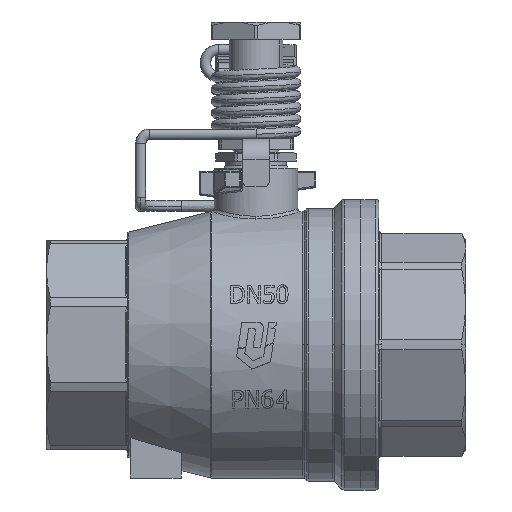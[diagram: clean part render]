
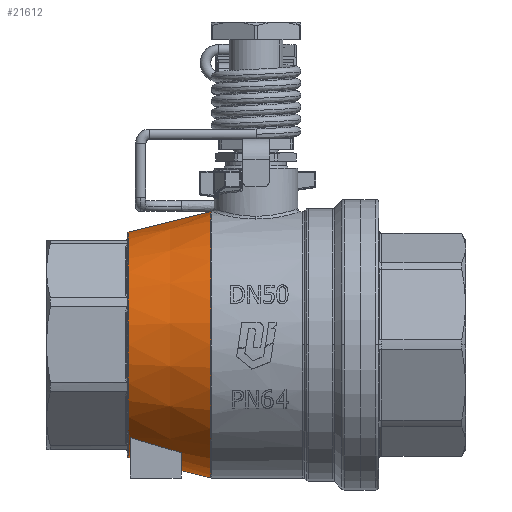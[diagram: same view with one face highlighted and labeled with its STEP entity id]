
A CAD part, front view. The second image highlights one B-rep face of the part: STEP entity #21612.
In plain terms, the highlighted conical face has half-angle 14.036 degrees and reference radius 41 mm.
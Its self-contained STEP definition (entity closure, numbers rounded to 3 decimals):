
#15058=CARTESIAN_POINT('',(-42.621,-37.595,0.));
#15059=VERTEX_POINT('',#15058);
#15067=CARTESIAN_POINT('',(-42.621,0.,37.595));
#15068=VERTEX_POINT('',#15067);
#15069=CARTESIAN_POINT('',(-42.621,-0.,-0.));
#15070=DIRECTION('',(-1.,-0.,-0.));
#15071=DIRECTION('',(-0.,1.,-0.));
#15072=AXIS2_PLACEMENT_3D('',#15069,#15070,#15071);
#15073=CIRCLE('',#15072,37.595);
#15074=EDGE_CURVE('',#15059,#15068,#15073,.T.);
#15129=CARTESIAN_POINT('',(-42.621,-0.,-37.595));
#15130=VERTEX_POINT('',#15129);
#15131=CARTESIAN_POINT('',(-42.,-0.,-37.75));
#15132=VERTEX_POINT('',#15131);
#15133=CARTESIAN_POINT('',(-42.621,-0.,-37.595));
#15134=DIRECTION('',(0.97,0.,-0.243));
#15135=VECTOR('',#15134,0.64);
#15136=LINE('',#15133,#15135);
#15137=EDGE_CURVE('',#15130,#15132,#15136,.T.);
#15147=CARTESIAN_POINT('',(-15.099,0.,44.475));
#15148=VERTEX_POINT('',#15147);
#15149=CARTESIAN_POINT('',(-15.099,0.,44.475));
#15150=CARTESIAN_POINT('',(-24.273,0.,42.182));
#15151=CARTESIAN_POINT('',(-33.447,0.,39.888));
#15152=CARTESIAN_POINT('',(-42.621,0.,37.595));
#15153=B_SPLINE_CURVE_WITH_KNOTS('',3,(#15149,#15150,#15151,#15152),.UNSPECIFIED.,.F.,.F.,(4,4),(0.,28.369),.UNSPECIFIED.);
#15154=EDGE_CURVE('',#15148,#15068,#15153,.T.);
#15168=CARTESIAN_POINT('',(-15.119,0.,-44.47));
#15169=VERTEX_POINT('',#15168);
#15177=CARTESIAN_POINT('',(-25.,-0.,-42.));
#15178=VERTEX_POINT('',#15177);
#15179=CARTESIAN_POINT('',(-25.,-0.,-42.));
#15180=DIRECTION('',(0.97,0.,-0.243));
#15181=VECTOR('',#15180,10.185);
#15182=LINE('',#15179,#15181);
#15183=EDGE_CURVE('',#15178,#15169,#15182,.T.);
#21469=CARTESIAN_POINT('',(-15.119,-1.874,44.431));
#21470=VERTEX_POINT('',#21469);
#21478=CARTESIAN_POINT('',(-15.119,-1.874,44.431));
#21479=CARTESIAN_POINT('',(-15.119,-4.743,44.31));
#21480=CARTESIAN_POINT('',(-15.119,-7.6,43.91));
#21481=CARTESIAN_POINT('',(-15.119,-10.392,43.239));
#21482=CARTESIAN_POINT('',(-15.119,-13.184,42.568));
#21483=CARTESIAN_POINT('',(-15.119,-15.911,41.625));
#21484=CARTESIAN_POINT('',(-15.119,-18.522,40.429));
#21485=CARTESIAN_POINT('',(-15.119,-21.132,39.233));
#21486=CARTESIAN_POINT('',(-15.119,-23.627,37.784));
#21487=CARTESIAN_POINT('',(-15.119,-25.958,36.108));
#21488=CARTESIAN_POINT('',(-15.119,-28.29,34.432));
#21489=CARTESIAN_POINT('',(-15.119,-30.458,32.529));
#21490=CARTESIAN_POINT('',(-15.119,-32.424,30.435));
#21491=CARTESIAN_POINT('',(-15.119,-34.389,28.342));
#21492=CARTESIAN_POINT('',(-15.119,-36.151,26.057));
#21493=CARTESIAN_POINT('',(-15.119,-37.676,23.624));
#21494=CARTESIAN_POINT('',(-15.119,-39.202,21.191));
#21495=CARTESIAN_POINT('',(-15.119,-40.491,18.611));
#21496=CARTESIAN_POINT('',(-15.119,-41.519,15.93));
#21497=CARTESIAN_POINT('',(-15.119,-42.548,13.249));
#21498=CARTESIAN_POINT('',(-15.119,-43.316,10.468));
#21499=CARTESIAN_POINT('',(-15.119,-43.809,7.639));
#21500=CARTESIAN_POINT('',(-15.119,-44.302,4.81));
#21501=CARTESIAN_POINT('',(-15.119,-44.521,1.933));
#21502=CARTESIAN_POINT('',(-15.119,-44.46,-0.937));
#21503=CARTESIAN_POINT('',(-15.119,-44.4,-3.808));
#21504=CARTESIAN_POINT('',(-15.119,-44.06,-6.673));
#21505=CARTESIAN_POINT('',(-15.119,-43.448,-9.479));
#21506=CARTESIAN_POINT('',(-15.119,-42.836,-12.284));
#21507=CARTESIAN_POINT('',(-15.119,-41.952,-15.03));
#21508=CARTESIAN_POINT('',(-15.119,-40.811,-17.665));
#21509=CARTESIAN_POINT('',(-15.119,-39.67,-20.301));
#21510=CARTESIAN_POINT('',(-15.119,-38.273,-22.825));
#21511=CARTESIAN_POINT('',(-15.119,-36.647,-25.191));
#21512=CARTESIAN_POINT('',(-15.119,-35.02,-27.558));
#21513=CARTESIAN_POINT('',(-15.119,-33.164,-29.766));
#21514=CARTESIAN_POINT('',(-15.119,-31.112,-31.775));
#21515=CARTESIAN_POINT('',(-15.119,-29.06,-33.784));
#21516=CARTESIAN_POINT('',(-15.119,-26.813,-35.593));
#21517=CARTESIAN_POINT('',(-15.119,-24.413,-37.17));
#21518=CARTESIAN_POINT('',(-15.119,-22.013,-38.746));
#21519=CARTESIAN_POINT('',(-15.119,-19.46,-40.089));
#21520=CARTESIAN_POINT('',(-15.119,-16.801,-41.174));
#21521=CARTESIAN_POINT('',(-15.119,-14.143,-42.259));
#21522=CARTESIAN_POINT('',(-15.119,-11.379,-43.086));
#21523=CARTESIAN_POINT('',(-15.119,-8.561,-43.638));
#21524=CARTESIAN_POINT('',(-15.119,-5.743,-44.191));
#21525=CARTESIAN_POINT('',(-15.119,-2.872,-44.47));
#21526=CARTESIAN_POINT('',(-15.119,0.,-44.47));
#21527=B_SPLINE_CURVE_WITH_KNOTS('',3,(#21478,#21479,#21480,#21481,#21482,#21483,#21484,#21485,#21486,#21487,#21488,#21489,#21490,#21491,#21492,#21493,#21494,#21495,#21496,#21497,#21498,#21499,#21500,#21501,#21502,#21503,
#21504,#21505,#21506,#21507,#21508,#21509,#21510,#21511,#21512,#21513,#21514,#21515,#21516,#21517,#21518,#21519,#21520,#21521,#21522,#21523,#21524,#21525,#21526),.UNSPECIFIED.,.F.,.F.,(4,3,3,3,3,3,3,3,3,3,3,3,3,3,3,3,4),(182.416,193.515,204.614,215.713,226.812,237.911,249.01,260.109,271.208,282.307,293.406,304.505,315.604,326.703,337.802,348.901,360.),.UNSPECIFIED.);
#21528=EDGE_CURVE('',#21470,#15169,#21527,.T.);
#21558=CARTESIAN_POINT('',(-15.099,0.,44.475));
#21559=CARTESIAN_POINT('',(-15.101,-0.625,44.475));
#21560=CARTESIAN_POINT('',(-15.119,-1.25,44.457));
#21561=CARTESIAN_POINT('',(-15.119,-1.874,44.431));
#21562=B_SPLINE_CURVE_WITH_KNOTS('',3,(#21558,#21559,#21560,#21561),.UNSPECIFIED.,.F.,.F.,(4,4),(0.183,0.367),.UNSPECIFIED.);
#21563=EDGE_CURVE('',#15148,#21470,#21562,.T.);
#21568=CARTESIAN_POINT('',(-29.,-0.,-0.));
#21569=DIRECTION('',(1.,0.,0.));
#21570=DIRECTION('',(0.,-0.,-1.));
#21571=AXIS2_PLACEMENT_3D('',#21568,#21569,#21570);
#21572=CONICAL_SURFACE('',#21571,41.,14.036);
#21573=ORIENTED_EDGE('',*,*,#15137,.T.);
#21574=CARTESIAN_POINT('',(-42.,-21.5,-31.029));
#21575=VERTEX_POINT('',#21574);
#21576=CARTESIAN_POINT('',(-42.,-0.,-0.));
#21577=DIRECTION('',(-1.,-0.,-0.));
#21578=DIRECTION('',(0.,-0.,-1.));
#21579=AXIS2_PLACEMENT_3D('',#21576,#21577,#21578);
#21580=CIRCLE('',#21579,37.75);
#21581=EDGE_CURVE('',#15132,#21575,#21580,.T.);
#21582=ORIENTED_EDGE('',*,*,#21581,.T.);
#21583=CARTESIAN_POINT('',(-25.,-21.5,-36.08));
#21584=VERTEX_POINT('',#21583);
#21585=CARTESIAN_POINT('',(-42.,-21.5,-31.029));
#21586=CARTESIAN_POINT('',(-34.14,-21.5,-33.42));
#21587=CARTESIAN_POINT('',(-25.,-21.5,-36.08));
#21588=(BOUNDED_CURVE()
B_SPLINE_CURVE(2,(#21585,#21586,#21587),.UNSPECIFIED.,.F.,.F.)
B_SPLINE_CURVE_WITH_KNOTS((3,3),(0.,1.773),.UNSPECIFIED.)
CURVE()
GEOMETRIC_REPRESENTATION_ITEM()
RATIONAL_B_SPLINE_CURVE((1.,1.002,1.))
REPRESENTATION_ITEM(''));
#21589=EDGE_CURVE('',#21575,#21584,#21588,.T.);
#21590=ORIENTED_EDGE('',*,*,#21589,.T.);
#21591=CARTESIAN_POINT('',(-25.,-0.,-0.));
#21592=DIRECTION('',(1.,0.,0.));
#21593=DIRECTION('',(0.,-0.,-1.));
#21594=AXIS2_PLACEMENT_3D('',#21591,#21592,#21593);
#21595=CIRCLE('',#21594,42.);
#21596=EDGE_CURVE('',#21584,#15178,#21595,.T.);
#21597=ORIENTED_EDGE('',*,*,#21596,.T.);
#21598=ORIENTED_EDGE('',*,*,#15183,.T.);
#21599=ORIENTED_EDGE('',*,*,#21528,.F.);
#21600=ORIENTED_EDGE('',*,*,#21563,.F.);
#21601=ORIENTED_EDGE('',*,*,#15154,.T.);
#21602=ORIENTED_EDGE('',*,*,#15074,.F.);
#21603=CARTESIAN_POINT('',(-42.621,-0.,-0.));
#21604=DIRECTION('',(-1.,-0.,-0.));
#21605=DIRECTION('',(0.,-0.,-1.));
#21606=AXIS2_PLACEMENT_3D('',#21603,#21604,#21605);
#21607=CIRCLE('',#21606,37.595);
#21608=EDGE_CURVE('',#15130,#15059,#21607,.T.);
#21609=ORIENTED_EDGE('',*,*,#21608,.F.);
#21610=EDGE_LOOP('',(#21573,#21582,#21590,#21597,#21598,#21599,#21600,#21601,#21602,#21609));
#21611=FACE_BOUND('',#21610,.T.);
#21612=ADVANCED_FACE('',(#21611),#21572,.T.);
